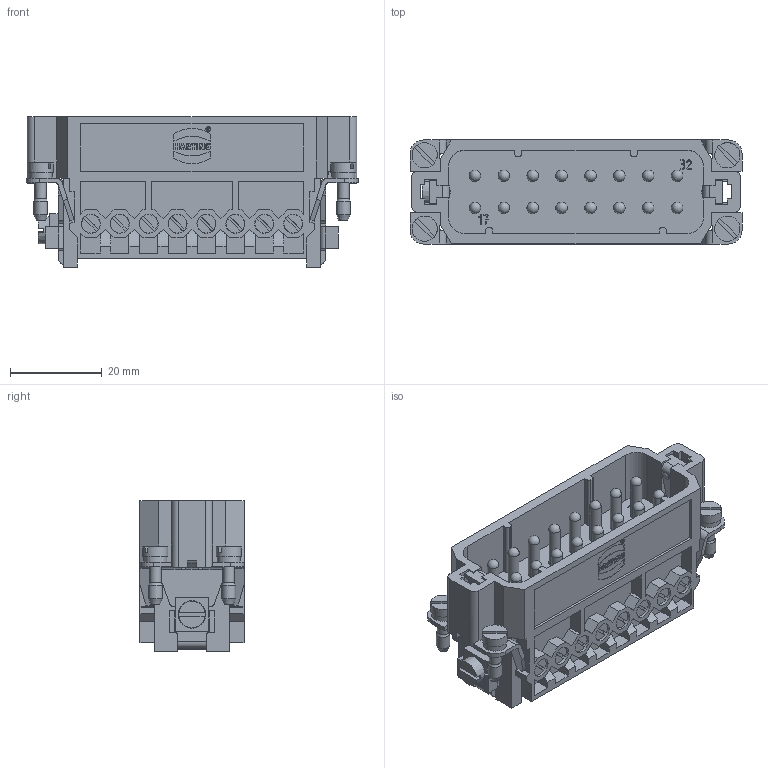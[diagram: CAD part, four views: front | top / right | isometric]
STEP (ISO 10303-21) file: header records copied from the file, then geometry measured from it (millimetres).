
FILE_DESCRIPTION(/* description */ (''),/* implementation_level */ '2;1');
FILE_NAME(/* name */ '100095045ugm000_d.stp',/* time_stamp */ '2019-08-21T10:53:56+02:00',/* author */ (''),/* organization */ (''),/* preprocessor_version */ 'ST-DEVELOPER v16.7',/* originating_system */ 'SIEMENS PLM Software NX 12.0',/* authorisation */ '');
FILE_SCHEMA (('AUTOMOTIVE_DESIGN { 1 0 10303 214 3 1 1 1 }'));
Length unit declared in the file: millimetre
Products named in the file (1): 100095045ugm000_d
Bounding box: 72.4 x 22.7 x 32.85 mm (x, y, z)
Volume: 24293.7 mm3; surface area: 18450.8 mm2
Topology: 1 solids, 1 shells, 1346 faces, 4036 edges, 3088 vertices
Faces by surface type: plane 918, cylinder 213, extrusion 104, cone 73, bspline 20, sphere 18
Full cylindrical faces by diameter (mm): 0.88 x1, 1.04 x1, 1.95 x2, 2 x2, 2.5 x20, 2.85 x1, 3 x4, 3.2 x16, 4.15 x16, 5 x4, 5.5 x4
Entity records: 50821 total; most frequent: CARTESIAN_POINT 11312, ORIENTED_EDGE 6960, DIRECTION 6349, EDGE_CURVE 3480, VECTOR 2647, LINE 2543, VERTEX_POINT 2366, AXIS2_PLACEMENT_3D 1851
